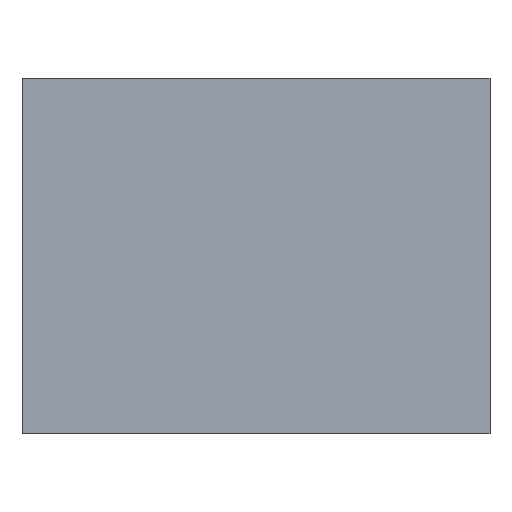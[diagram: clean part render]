
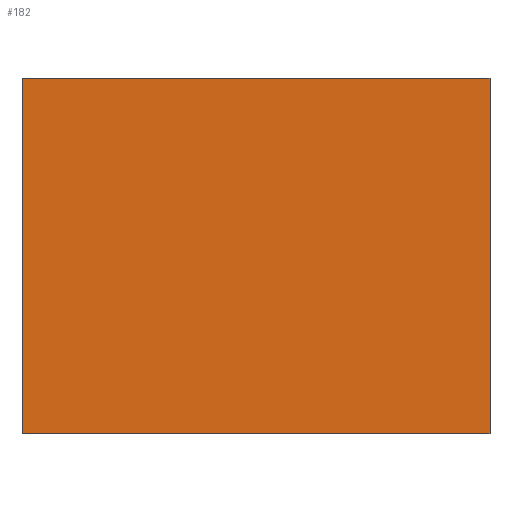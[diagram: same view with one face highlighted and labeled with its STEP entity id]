
A CAD part, front view. The second image highlights one B-rep face of the part: STEP entity #182.
In plain terms, the highlighted planar face has unit normal (0, -1, 0).
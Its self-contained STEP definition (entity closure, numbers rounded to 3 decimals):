
#22=FACE_OUTER_BOUND('',#32,.T.);
#32=EDGE_LOOP('',(#149,#150,#151,#152));
#45=LINE('',#288,#68);
#55=LINE('',#306,#78);
#56=LINE('',#308,#79);
#57=LINE('',#309,#80);
#68=VECTOR('',#238,10.);
#78=VECTOR('',#254,10.);
#79=VECTOR('',#257,10.);
#80=VECTOR('',#258,10.);
#89=VERTEX_POINT('',#285);
#90=VERTEX_POINT('',#287);
#94=VERTEX_POINT('',#302);
#95=VERTEX_POINT('',#304);
#106=EDGE_CURVE('',#89,#90,#45,.T.);
#116=EDGE_CURVE('',#94,#95,#55,.T.);
#117=EDGE_CURVE('',#89,#94,#56,.T.);
#118=EDGE_CURVE('',#90,#95,#57,.T.);
#149=ORIENTED_EDGE('',*,*,#117,.T.);
#150=ORIENTED_EDGE('',*,*,#116,.T.);
#151=ORIENTED_EDGE('',*,*,#118,.F.);
#152=ORIENTED_EDGE('',*,*,#106,.F.);
#172=PLANE('',#215);
#182=ADVANCED_FACE('',(#22),#172,.T.);
#215=AXIS2_PLACEMENT_3D('',#307,#255,#256);
#238=DIRECTION('',(0.,0.,1.));
#254=DIRECTION('',(0.,0.,1.));
#255=DIRECTION('center_axis',(0.,-1.,0.));
#256=DIRECTION('ref_axis',(1.,0.,0.));
#257=DIRECTION('',(1.,0.,0.));
#258=DIRECTION('',(1.,0.,0.));
#285=CARTESIAN_POINT('',(0.,0.,0.));
#287=CARTESIAN_POINT('',(0.,0.,30.));
#288=CARTESIAN_POINT('',(0.,0.,0.));
#302=CARTESIAN_POINT('',(39.478,0.,0.));
#304=CARTESIAN_POINT('',(39.478,0.,30.));
#306=CARTESIAN_POINT('',(39.478,0.,0.));
#307=CARTESIAN_POINT('Origin',(0.,0.,0.));
#308=CARTESIAN_POINT('',(0.,0.,0.));
#309=CARTESIAN_POINT('',(0.,0.,30.));
